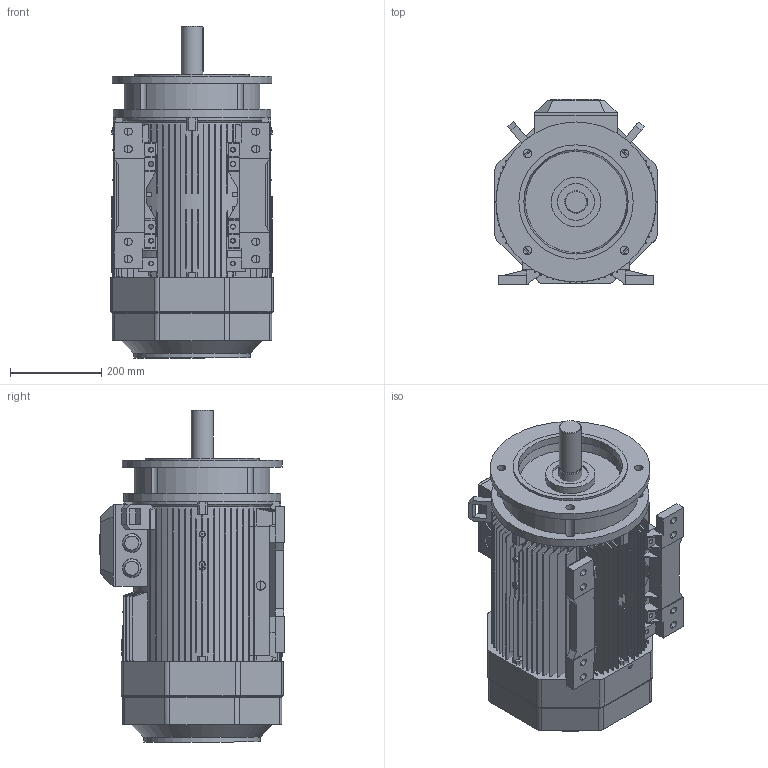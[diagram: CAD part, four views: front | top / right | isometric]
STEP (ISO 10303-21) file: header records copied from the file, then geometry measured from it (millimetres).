
FILE_DESCRIPTION((''),'2;1');
FILE_NAME('3GZV100086-16.stp','2015-07-02T11:20:23',('sejotaa1'),(''),'Autodesk Inventor 2011','Autodesk Inventor 2011','');
FILE_SCHEMA(('AUTOMOTIVE_DESIGN { 1 0 10303 214 1 1 1 1 }'));
Length unit declared in the file: millimetre
Products named in the file (1): 3GZV100086-16
Bounding box: 354.5 x 404.64 x 726.25 mm (x, y, z)
Volume: 52451369.7 mm3; surface area: 5781963.1 mm2
Topology: 20 solids, 1496 shells, 2250 faces, 9386 edges, 8556 vertices
Faces by surface type: plane 1498, cone 448, cylinder 226, bspline 50, torus 28
Full cylindrical faces by diameter (mm): 6 x8, 10.5 x16, 19 x8, 20 x4, 25 x2, 40 x2, 42.5 x2, 45 x4, 47.4 x2, 48 x2, 49.4 x2, 50 x2, 53 x2, 59 x2, 60 x2, 80 x2, 108 x2, 228 x2, 250 x2, 255.06 x2, 286.63 x2, 299 x2, 344 x2, 350 x2
Entity records: 115869 total; most frequent: CARTESIAN_POINT 33125, DIRECTION 13942, ORIENTED_EDGE 10996, EDGE_CURVE 9152, VERTEX_POINT 8536, VECTOR 5320, LINE 5320, AXIS2_PLACEMENT_3D 4311
